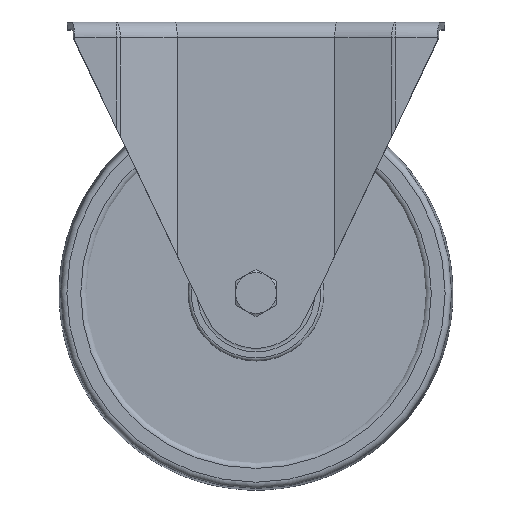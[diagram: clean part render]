
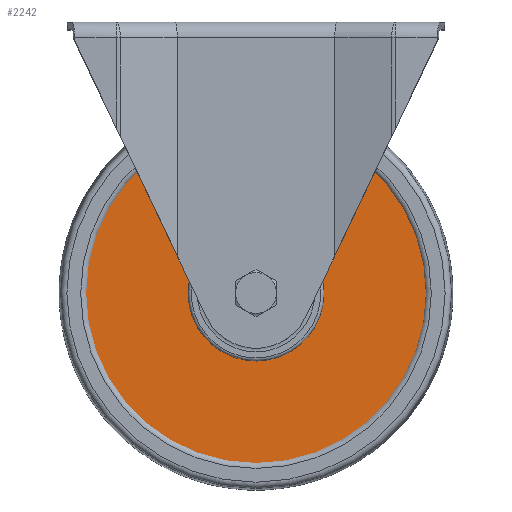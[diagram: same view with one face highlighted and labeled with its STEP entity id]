
A CAD part, top view. The second image highlights one B-rep face of the part: STEP entity #2242.
In plain terms, the highlighted planar face has unit normal (0, 0, 1).
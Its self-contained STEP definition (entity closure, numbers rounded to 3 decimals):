
#402=PLANE('',#2518);
#483=CIRCLE('',#2496,55.62);
#493=CIRCLE('',#2517,19.5);
#772=ORIENTED_EDGE('',*,*,#1252,.T.);
#773=ORIENTED_EDGE('',*,*,#1242,.F.);
#1242=EDGE_CURVE('',#1507,#1507,#483,.T.);
#1252=EDGE_CURVE('',#1517,#1517,#493,.T.);
#1507=VERTEX_POINT('',#3732);
#1517=VERTEX_POINT('',#3763);
#1794=EDGE_LOOP('',(#772));
#1795=EDGE_LOOP('',(#773));
#2022=FACE_BOUND('',#1794,.T.);
#2023=FACE_BOUND('',#1795,.T.);
#2242=ADVANCED_FACE('',(#2022,#2023),#402,.T.);
#2496=AXIS2_PLACEMENT_3D('',#3731,#2916,#2917);
#2517=AXIS2_PLACEMENT_3D('',#3762,#2958,#2959);
#2518=AXIS2_PLACEMENT_3D('',#3764,#2960,#2961);
#2916=DIRECTION('',(0.,0.,-1.));
#2917=DIRECTION('',(-1.,0.,0.));
#2958=DIRECTION('',(0.,0.,-1.));
#2959=DIRECTION('',(-1.,0.,0.));
#2960=DIRECTION('',(0.,0.,1.));
#2961=DIRECTION('',(1.,0.,0.));
#3731=CARTESIAN_POINT('',(0.,0.,15.));
#3732=CARTESIAN_POINT('',(-55.62,0.,15.));
#3762=CARTESIAN_POINT('',(0.,0.,15.));
#3763=CARTESIAN_POINT('',(-19.5,0.,15.));
#3764=CARTESIAN_POINT('',(-55.62,0.,15.));
